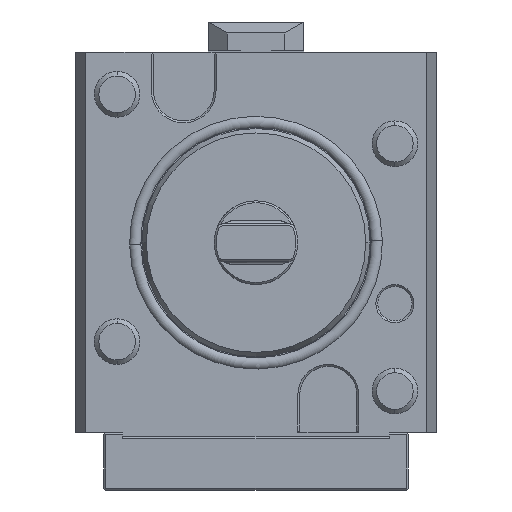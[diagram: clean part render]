
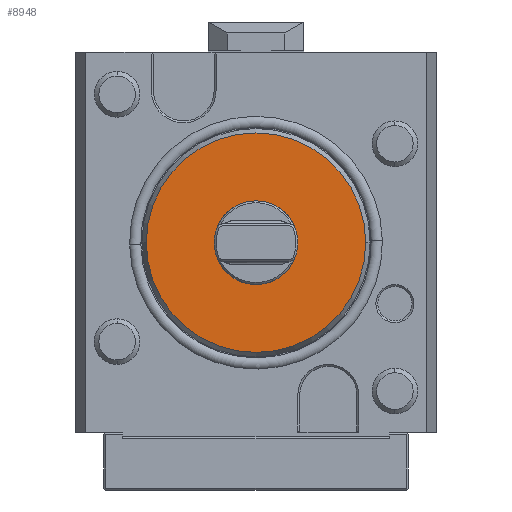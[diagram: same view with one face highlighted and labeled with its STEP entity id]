
A CAD part, front view. The second image highlights one B-rep face of the part: STEP entity #8948.
In plain terms, the highlighted planar face has unit normal (0, -1, 0).
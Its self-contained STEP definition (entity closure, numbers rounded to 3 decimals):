
#3098=CARTESIAN_POINT('',(0.,-49.,0.));
#3099=DIRECTION('',(0.,1.,0.));
#3100=DIRECTION('',(-1.,0.,0.));
#3101=AXIS2_PLACEMENT_3D('',#3098,#3099,#3100);
#3103=CARTESIAN_POINT('',(0.,-49.,0.));
#3104=DIRECTION('',(0.,1.,0.));
#3105=DIRECTION('',(1.,0.,0.));
#3106=AXIS2_PLACEMENT_3D('',#3103,#3104,#3105);
#3108=CARTESIAN_POINT('',(0.,-49.,0.));
#3109=DIRECTION('',(0.,-1.,0.));
#3110=DIRECTION('',(1.,0.,0.));
#3111=AXIS2_PLACEMENT_3D('',#3108,#3109,#3110);
#3123=CARTESIAN_POINT('',(0.,-49.,0.));
#3124=DIRECTION('',(0.,-1.,0.));
#3125=DIRECTION('',(-1.,0.,0.));
#3126=AXIS2_PLACEMENT_3D('',#3123,#3124,#3125);
#4020=CARTESIAN_POINT('',(-28.845,-49.,0.));
#4021=CARTESIAN_POINT('',(28.845,-49.,0.));
#4022=VERTEX_POINT('',#4020);
#4023=VERTEX_POINT('',#4021);
#4869=CARTESIAN_POINT('',(11.,-49.,0.));
#4870=CARTESIAN_POINT('',(-11.,-49.,0.));
#4871=VERTEX_POINT('',#4869);
#4872=VERTEX_POINT('',#4870);
#8933=CARTESIAN_POINT('',(0.,-49.,0.));
#8934=DIRECTION('',(0.,-1.,0.));
#8935=DIRECTION('',(-1.,0.,0.));
#8936=AXIS2_PLACEMENT_3D('',#8933,#8934,#8935);
#8937=PLANE('',#8936);
#8938=ORIENTED_EDGE('',*,*,#8927,.T.);
#8939=ORIENTED_EDGE('',*,*,#8913,.T.);
#8940=EDGE_LOOP('',(#8938,#8939));
#8941=FACE_OUTER_BOUND('',#8940,.F.);
#8943=ORIENTED_EDGE('',*,*,#8942,.T.);
#8945=ORIENTED_EDGE('',*,*,#8944,.T.);
#8946=EDGE_LOOP('',(#8943,#8945));
#8947=FACE_BOUND('',#8946,.F.);
#3102=CIRCLE('',#3101,28.845);
#3107=CIRCLE('',#3106,28.845);
#3112=CIRCLE('',#3111,11.);
#3127=CIRCLE('',#3126,11.);
#8913=EDGE_CURVE('',#4023,#4022,#3107,.T.);
#8927=EDGE_CURVE('',#4022,#4023,#3102,.T.);
#8942=EDGE_CURVE('',#4871,#4872,#3112,.T.);
#8944=EDGE_CURVE('',#4872,#4871,#3127,.T.);
#8948=ADVANCED_FACE('',(#8941,#8947),#8937,.T.);
